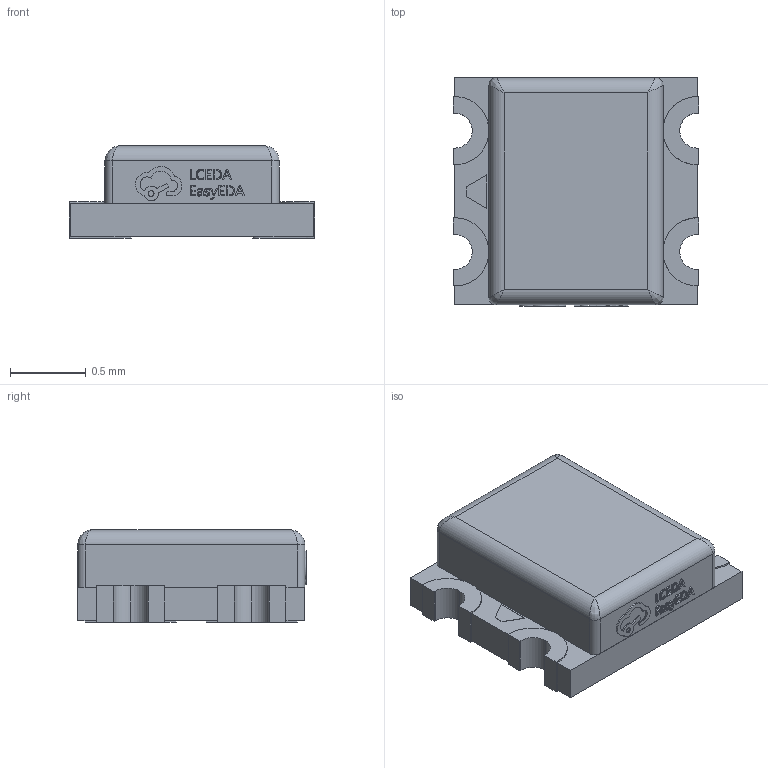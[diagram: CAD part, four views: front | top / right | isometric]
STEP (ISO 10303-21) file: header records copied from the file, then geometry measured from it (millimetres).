
FILE_DESCRIPTION (( 'STEP AP214' ), '1' );
FILE_NAME ('LED-SMD_4P-L1.6-W1.5-P0.85_C9900036680.STEP', '2023-02-01T05:12:35', ( 'PC' ), ( 'Microsoft' ), 'SwSTEP 2.0', 'SolidWorks 2020', '' );
FILE_SCHEMA (( 'AUTOMOTIVE_DESIGN' ));
Length unit declared in the file: millimetre
Products named in the file (1): LED-SMD_4P-L1.6-W1.5-P0.85_C9900036680
Bounding box: 1.62 x 1.51 x 0.61 mm (x, y, z)
Volume: 1.2 mm3; surface area: 11.7 mm2
Topology: 15 solids, 15 shells, 351 faces, 943 edges, 622 vertices
Faces by surface type: plane 221, bspline 102, cylinder 28
Entity records: 15470 total; most frequent: CARTESIAN_POINT 3311, ORIENTED_EDGE 1878, DIRECTION 1295, EDGE_CURVE 939, LINE 667, VECTOR 667, VERTEX_POINT 622, UNCERTAINTY_MEASURE_WITH_UNIT 368
